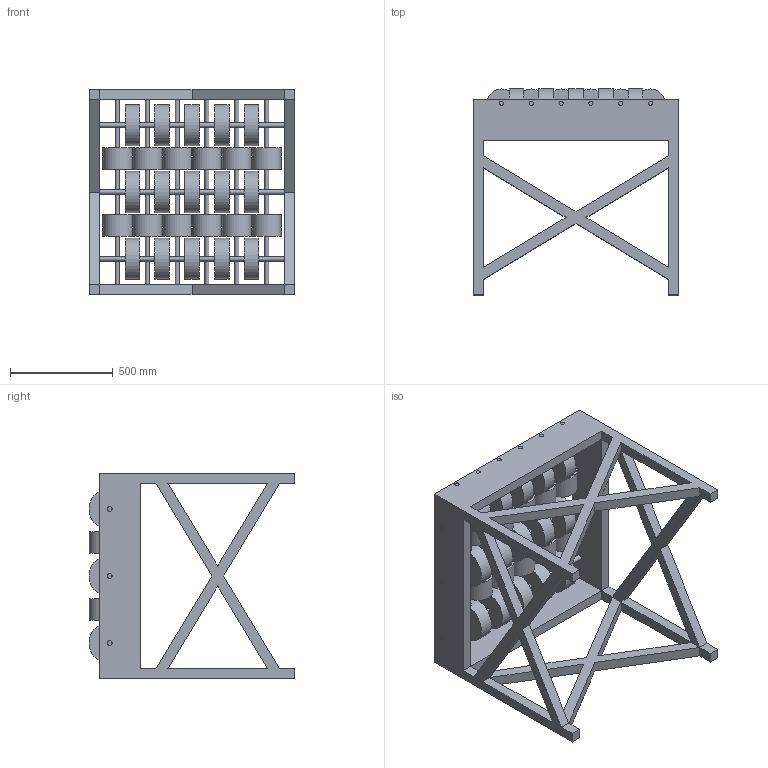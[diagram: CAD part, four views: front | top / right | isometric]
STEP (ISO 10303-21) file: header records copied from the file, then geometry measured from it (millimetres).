
FILE_DESCRIPTION(/* description */ (''),/* implementation_level */ '2;1');
FILE_NAME(/* name */ 'Separador v1.step',/* time_stamp */ '2024-06-28T22:13:27-05:00',/* author */ (''),/* organization */ (''),/* preprocessor_version */ 'ST-DEVELOPER v20',/* originating_system */ 'Autodesk Translation Framework v13.14.0.145',/* authorisation */ '');
FILE_SCHEMA (('AUTOMOTIVE_DESIGN { 1 0 10303 214 3 1 1 }'));
Length unit declared in the file: millimetre
Products named in the file (1): Separador
Bounding box: 1000 x 1000 x 1000 mm (x, y, z)
Volume: 120372475.5 mm3; surface area: 7069493.1 mm2
Topology: 10 solids, 10 shells, 230 faces, 447 edges, 278 vertices
Faces by surface type: plane 149, cylinder 81
Full cylindrical faces by diameter (mm): 20 x30, 24 x24, 140 x12, 200 x15
Entity records: 5961 total; most frequent: DIRECTION 1071, CARTESIAN_POINT 956, ORIENTED_EDGE 894, EDGE_CURVE 447, AXIS2_PLACEMENT_3D 393, EDGE_LOOP 333, LINE 285, VECTOR 285
